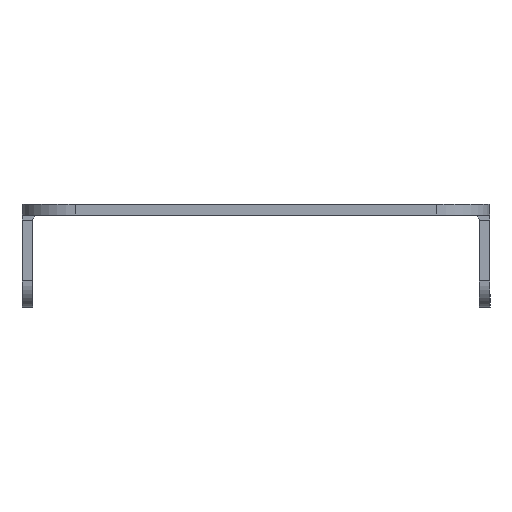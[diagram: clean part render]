
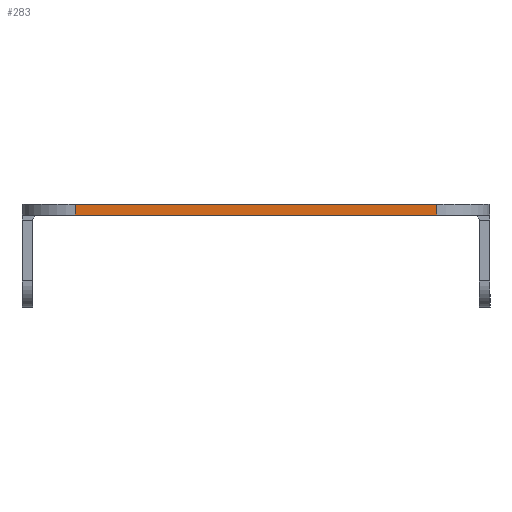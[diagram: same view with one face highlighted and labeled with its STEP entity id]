
A CAD part, left-side view. The second image highlights one B-rep face of the part: STEP entity #283.
In plain terms, the highlighted planar face has unit normal (-1, 0, 0).
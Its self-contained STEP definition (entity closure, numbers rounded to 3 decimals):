
#9 = LINE ( 'NONE', #498, #899 ) ;
#11 = CARTESIAN_POINT ( 'NONE',  ( -292.1, -17., -1. ) ) ;
#17 = ORIENTED_EDGE ( 'NONE', *, *, #1318, .T. ) ;
#19 = VECTOR ( 'NONE', #1440, 1000. ) ;
#39 = LINE ( 'NONE', #690, #700 ) ;
#85 = CARTESIAN_POINT ( 'NONE',  ( -292.1, 17., -1. ) ) ;
#212 = AXIS2_PLACEMENT_3D ( 'NONE', #1128, #1310, #1277 ) ;
#245 = VERTEX_POINT ( 'NONE', #11 ) ;
#256 = DIRECTION ( 'NONE',  ( 0., 0., -1. ) ) ;
#283 = ADVANCED_FACE ( 'NONE', ( #631 ), #467, .T. ) ;
#310 = EDGE_LOOP ( 'NONE', ( #874, #1870, #17, #457 ) ) ;
#426 = LINE ( 'NONE', #85, #1544 ) ;
#457 = ORIENTED_EDGE ( 'NONE', *, *, #1252, .T. ) ;
#467 = PLANE ( 'NONE',  #212 ) ;
#498 = CARTESIAN_POINT ( 'NONE',  ( -292.1, -22., 0. ) ) ;
#631 = FACE_OUTER_BOUND ( 'NONE', #310, .T. ) ;
#642 = VERTEX_POINT ( 'NONE', #1382 ) ;
#690 = CARTESIAN_POINT ( 'NONE',  ( -292.1, -22., -1. ) ) ;
#700 = VECTOR ( 'NONE', #1333, 1000. ) ;
#792 = LINE ( 'NONE', #1124, #19 ) ;
#874 = ORIENTED_EDGE ( 'NONE', *, *, #916, .F. ) ;
#899 = VECTOR ( 'NONE', #1453, 1000. ) ;
#916 = EDGE_CURVE ( 'NONE', #2031, #642, #9, .T. ) ;
#1124 = CARTESIAN_POINT ( 'NONE',  ( -292.1, -17., -1. ) ) ;
#1128 = CARTESIAN_POINT ( 'NONE',  ( -292.1, -22., -1. ) ) ;
#1252 = EDGE_CURVE ( 'NONE', #245, #642, #792, .T. ) ;
#1277 = DIRECTION ( 'NONE',  ( 0., 0., 1. ) ) ;
#1302 = VERTEX_POINT ( 'NONE', #1324 ) ;
#1310 = DIRECTION ( 'NONE',  ( -1., 0., 0. ) ) ;
#1318 = EDGE_CURVE ( 'NONE', #1302, #245, #39, .T. ) ;
#1324 = CARTESIAN_POINT ( 'NONE',  ( -292.1, 17., -1. ) ) ;
#1333 = DIRECTION ( 'NONE',  ( 0., -1., 0. ) ) ;
#1382 = CARTESIAN_POINT ( 'NONE',  ( -292.1, -17., 0. ) ) ;
#1388 = CARTESIAN_POINT ( 'NONE',  ( -292.1, 17., 0. ) ) ;
#1440 = DIRECTION ( 'NONE',  ( 0., 0., 1. ) ) ;
#1453 = DIRECTION ( 'NONE',  ( 0., -1., 0. ) ) ;
#1464 = EDGE_CURVE ( 'NONE', #2031, #1302, #426, .T. ) ;
#1544 = VECTOR ( 'NONE', #256, 1000. ) ;
#1870 = ORIENTED_EDGE ( 'NONE', *, *, #1464, .T. ) ;
#2031 = VERTEX_POINT ( 'NONE', #1388 ) ;
